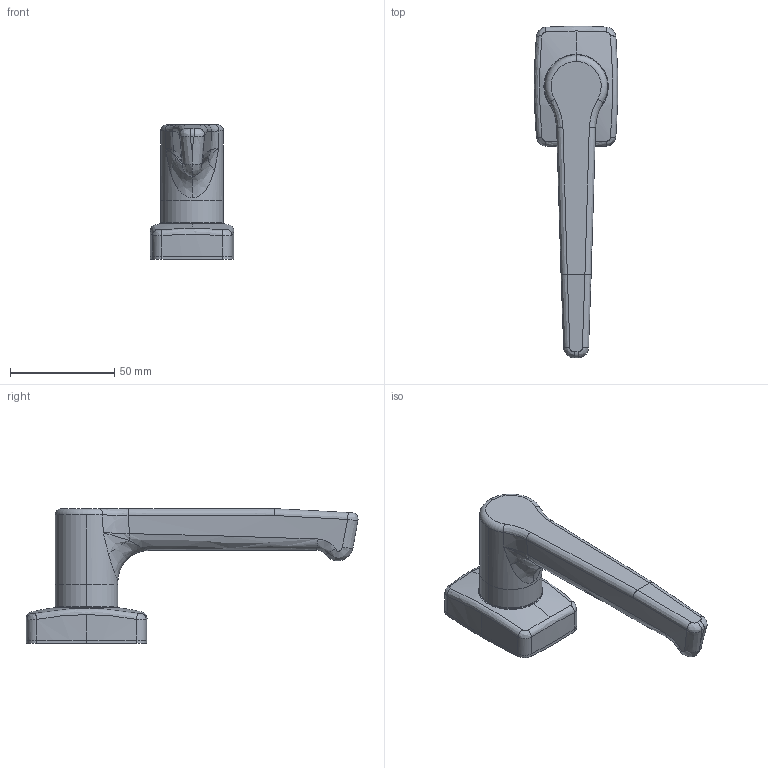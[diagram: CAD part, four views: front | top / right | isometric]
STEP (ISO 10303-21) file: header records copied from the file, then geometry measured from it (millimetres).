
FILE_DESCRIPTION (( 'STEP AP203' ), '1' );
FILE_NAME ('A-1394-1H.STEP', '2022-04-11T07:33:31', ( '' ), ( '' ), 'SwSTEP 2.0', 'SolidWorks 2021', '' );
FILE_SCHEMA (( 'CONFIG_CONTROL_DESIGN' ));
Length unit declared in the file: millimetre
Products named in the file (7): 03687-B101__A-1394-1H; 03687-B104_; copy03687_03326-B101_; A-1394-1H; 03687-B001__ﾘﾝｸﾞﾅｯﾄ締付調整後; 03687-B105_; 03687-B102_
Assembly tree (6 placements, depth 3):
  A-1394-1H
    03687-B102_
    03687-B001__ﾘﾝｸﾞﾅｯﾄ締付調整後
      03687-B101__A-1394-1H
      copy03687_03326-B101_
    03687-B104_
    03687-B105_
Bounding box: 39.9 x 159.04 x 64.5 mm (x, y, z)
Volume: 83596.8 mm3; surface area: 30231.5 mm2
Topology: 5 solids, 5 shells, 149 faces, 355 edges, 218 vertices
Faces by surface type: cylinder 66, bspline 34, plane 27, cone 18, sphere 2, torus 2
Entity records: 7264 total; most frequent: CARTESIAN_POINT 3285, ORIENTED_EDGE 692, DIRECTION 658, EDGE_CURVE 346, AXIS2_PLACEMENT_3D 278, VERTEX_POINT 218, EDGE_LOOP 176, CIRCLE 153
